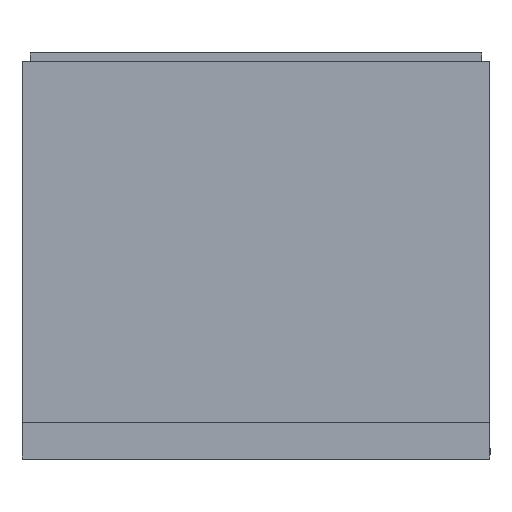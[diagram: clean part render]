
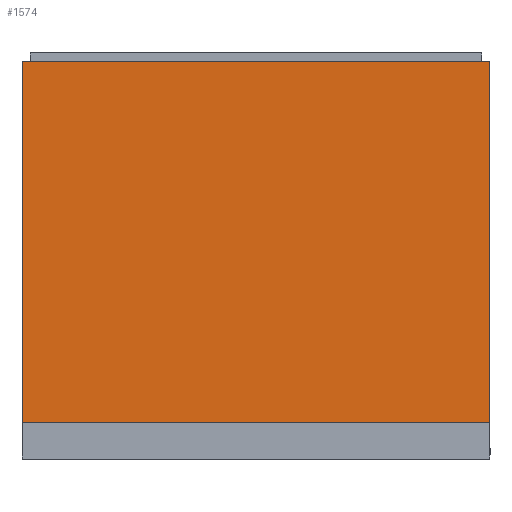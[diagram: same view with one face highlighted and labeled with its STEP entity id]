
A CAD part, top view. The second image highlights one B-rep face of the part: STEP entity #1574.
In plain terms, the highlighted planar face has unit normal (0, 0, 1).
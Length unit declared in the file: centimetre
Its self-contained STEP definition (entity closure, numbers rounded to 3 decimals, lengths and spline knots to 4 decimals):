
#1574=ADVANCED_FACE('',(#1704),#4225,.T.);
#1704=FACE_OUTER_BOUND('',#1838,.T.);
#1838=EDGE_LOOP('',(#2200,#2201,#2202,#2203));
#2200=ORIENTED_EDGE('',*,*,#2780,.T.);
#2201=ORIENTED_EDGE('',*,*,#2781,.T.);
#2202=ORIENTED_EDGE('',*,*,#2782,.T.);
#2203=ORIENTED_EDGE('',*,*,#2783,.T.);
#2780=EDGE_CURVE('',#3886,#3887,#3306,.T.);
#2781=EDGE_CURVE('',#3887,#3888,#3307,.T.);
#2782=EDGE_CURVE('',#3888,#3889,#3308,.T.);
#2783=EDGE_CURVE('',#3889,#3886,#3309,.T.);
#3306=B_SPLINE_CURVE_WITH_KNOTS('',1,(#5605,#5606),.UNSPECIFIED.,.F.,.F.,
(2,2),(0.,560.),.UNSPECIFIED.);
#3307=B_SPLINE_CURVE_WITH_KNOTS('',1,(#5607,#5608),.UNSPECIFIED.,.F.,.F.,
(2,2),(0.,432.),.UNSPECIFIED.);
#3308=B_SPLINE_CURVE_WITH_KNOTS('',1,(#5609,#5610),.UNSPECIFIED.,.F.,.F.,
(2,2),(-560.,0.),.UNSPECIFIED.);
#3309=B_SPLINE_CURVE_WITH_KNOTS('',1,(#5611,#5612),.UNSPECIFIED.,.F.,.F.,
(2,2),(-432.,0.),.UNSPECIFIED.);
#3886=VERTEX_POINT('',#5601);
#3887=VERTEX_POINT('',#5602);
#3888=VERTEX_POINT('',#5603);
#3889=VERTEX_POINT('',#5604);
#4225=PLANE('',#4396);
#4396=AXIS2_PLACEMENT_3D('',#5600,#4532,$);
#4532=DIRECTION('',(0.,0.,1.));
#5600=CARTESIAN_POINT('',(-28.,1.8,21.));
#5601=CARTESIAN_POINT('',(-28.,1.8,21.));
#5602=CARTESIAN_POINT('',(28.,1.8,21.));
#5603=CARTESIAN_POINT('',(28.,45.,21.));
#5604=CARTESIAN_POINT('',(-28.,45.,21.));
#5605=CARTESIAN_POINT('',(-28.,1.8,21.));
#5606=CARTESIAN_POINT('',(28.,1.8,21.));
#5607=CARTESIAN_POINT('',(28.,1.8,21.));
#5608=CARTESIAN_POINT('',(28.,45.,21.));
#5609=CARTESIAN_POINT('',(28.,45.,21.));
#5610=CARTESIAN_POINT('',(-28.,45.,21.));
#5611=CARTESIAN_POINT('',(-28.,45.,21.));
#5612=CARTESIAN_POINT('',(-28.,1.8,21.));
